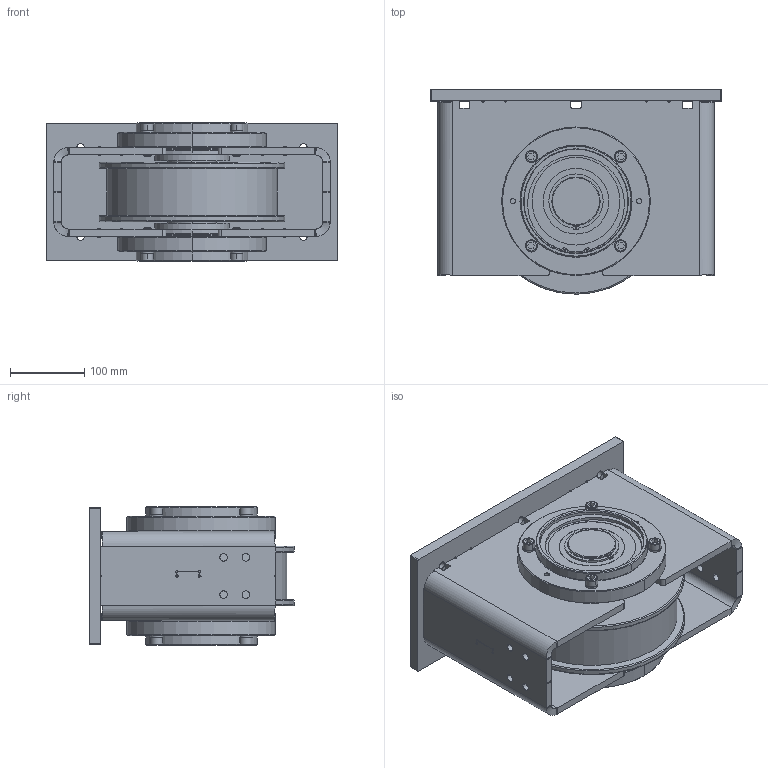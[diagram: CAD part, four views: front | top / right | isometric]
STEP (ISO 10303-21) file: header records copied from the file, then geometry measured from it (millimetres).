
FILE_DESCRIPTION(('STEP AP214'),'1');
FILE_NAME('rn-40-230.stp','2022-09-13T15:29:08',('TraceParts'),('TraceParts S.A.'),'Spatial InterOp 3D',' ',' ');
FILE_SCHEMA(('AUTOMOTIVE_DESIGN { 1 0 10303 214 1 1 1 1 }'));
Length unit declared in the file: millimetre
Products named in the file (1): rn-40-230
Bounding box: 392 x 275 x 186.3 mm (x, y, z)
Volume: 8229684 mm3; surface area: 891084.9 mm2
Topology: 1 solids, 1 shells, 818 faces, 2190 edges, 1402 vertices
Faces by surface type: cylinder 424, plane 254, torus 64, cone 56, bspline 20
Entity records: 33430 total; most frequent: CARTESIAN_POINT 5391, DIRECTION 4840, ORIENTED_EDGE 4380, EDGE_CURVE 2190, AXIS2_PLACEMENT_3D 1895, VERTEX_POINT 1402, CIRCLE 1096, LINE 1050
